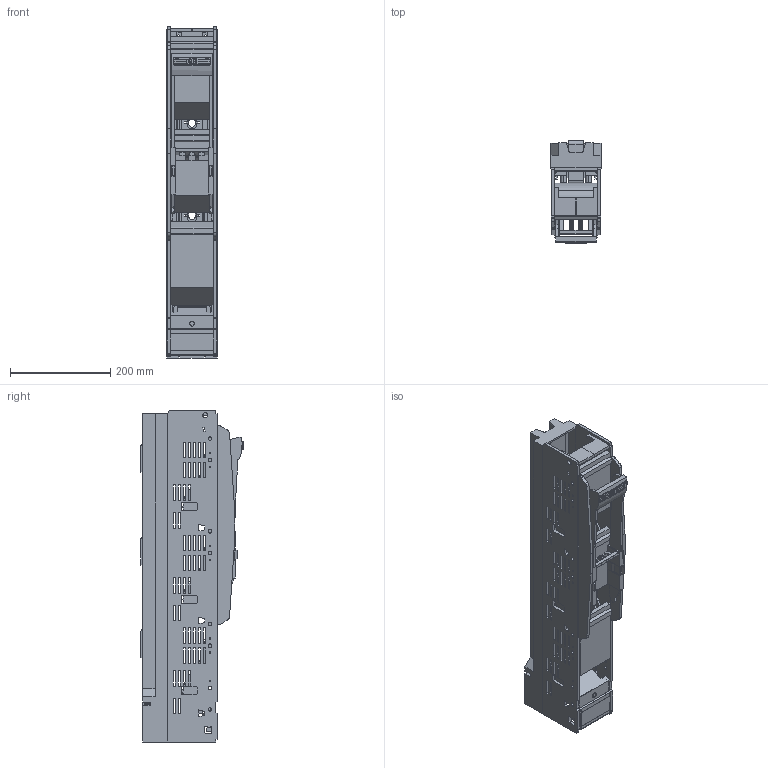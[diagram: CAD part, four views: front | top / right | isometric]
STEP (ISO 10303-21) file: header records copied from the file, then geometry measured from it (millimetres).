
FILE_DESCRIPTION((''),'2;1');
FILE_NAME('SL12_3X3_9_KM2G_ASM','2021-04-15T',('marketing.praksa'),('Audax d.o.o.'),'CREO PARAMETRIC BY PTC INC, 2017480','CREO PARAMETRIC BY PTC INC, 2017480','');
FILE_SCHEMA(('AUTOMOTIVE_DESIGN { 1 0 10303 214 1 1 1 1 }'));
Products named in the file (19): 802874_L03_LEISTENDECKEL_D-S-_2; 802874_L03_LEISTENDECKEL_D-60_2; 802874_L03_LEISTENDECKEL_-125_2; 804189_L01_NH-LEISTENUNTE-316_1; 804189_L01_NH-LEISTENUNTE-331_1; 804189_L01_NH-LEISTENUNTE-344_1; 804189_L01_NH-LEISTENUNTE-465_1; 804189_L01_NH-LEISTENUNTE-480_1; 804189_L01_NH-LEISTENUNTE-493_1; 804189_L01_NH-LEISTENUNTE-508_1; 804189_L01_NH-LEISTENUNTE-521_1; 804189_L01_NH-LEISTENUNTE-640_1; 804189_L01_NH-LEISTENUNTE-647_1; 804189_L01_NH-LEISTENUNTE-653_1; PRT8781; PRT0130; BREP_WITH_VOIDS_12_1_2; PRT0131; SL12_3X3_9_KM2G_ASM
Assembly tree (18 placements, depth 2):
  SL12_3X3_9_KM2G_ASM
    802874_L03_LEISTENDECKEL_D-S-_2
    802874_L03_LEISTENDECKEL_D-60_2
    802874_L03_LEISTENDECKEL_-125_2
    804189_L01_NH-LEISTENUNTE-316_1
    804189_L01_NH-LEISTENUNTE-331_1
    804189_L01_NH-LEISTENUNTE-344_1
    804189_L01_NH-LEISTENUNTE-465_1
    804189_L01_NH-LEISTENUNTE-480_1
    804189_L01_NH-LEISTENUNTE-493_1
    804189_L01_NH-LEISTENUNTE-508_1
    804189_L01_NH-LEISTENUNTE-521_1
    804189_L01_NH-LEISTENUNTE-640_1
    804189_L01_NH-LEISTENUNTE-647_1
    804189_L01_NH-LEISTENUNTE-653_1
    PRT8781
    PRT0130
    BREP_WITH_VOIDS_12_1_2
    PRT0131
Bounding box: 100 x 205.05 x 661.98 mm (x, y, z)
Volume: 3153880.5 mm3; surface area: 1109890.6 mm2
Topology: 20 solids, 20 shells, 3193 faces, 8747 edges, 5557 vertices
Faces by surface type: plane 2617, cylinder 431, bspline 81, cone 54, extrusion 6, torus 4
Entity records: 157502 total; most frequent: CARTESIAN_POINT 26838, ORIENTED_EDGE 17482, DIRECTION 15420, PRESENTATION_STYLE_ASSIGNMENT 11960, STYLED_ITEM 11960, CURVE_STYLE 8747, EDGE_CURVE 8741, VECTOR 7164
